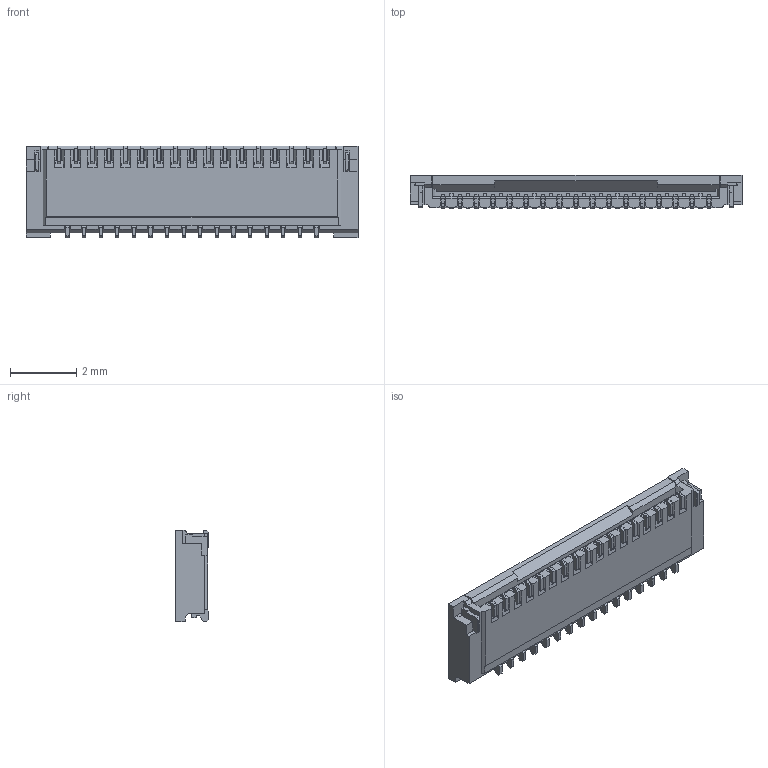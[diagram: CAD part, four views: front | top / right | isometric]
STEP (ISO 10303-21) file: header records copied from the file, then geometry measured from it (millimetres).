
FILE_DESCRIPTION((''),'2;1');
FILE_NAME('5020783310','2018-11-26T',('gga'),(''),'PRO/ENGINEER BY PARAMETRIC TECHNOLOGY CORPORATION, 2016010','PRO/ENGINEER BY PARAMETRIC TECHNOLOGY CORPORATION, 2016010','');
FILE_SCHEMA(('CONFIG_CONTROL_DESIGN'));
Length unit declared in the file: millimetre
Products named in the file (1): 5020783310
Bounding box: 10 x 1 x 2.75 mm (x, y, z)
Volume: 17.9 mm3; surface area: 126.2 mm2
Topology: 1 solids, 1 shells, 1076 faces, 3168 edges, 2120 vertices
Faces by surface type: plane 988, cylinder 88
Entity records: 34942 total; most frequent: CARTESIAN_POINT 6229, ORIENTED_EDGE 6056, DIRECTION 5496, EDGE_CURVE 3028, VECTOR 2990, LINE 2990, VERTEX_POINT 1980, AXIS2_PLACEMENT_3D 1253
